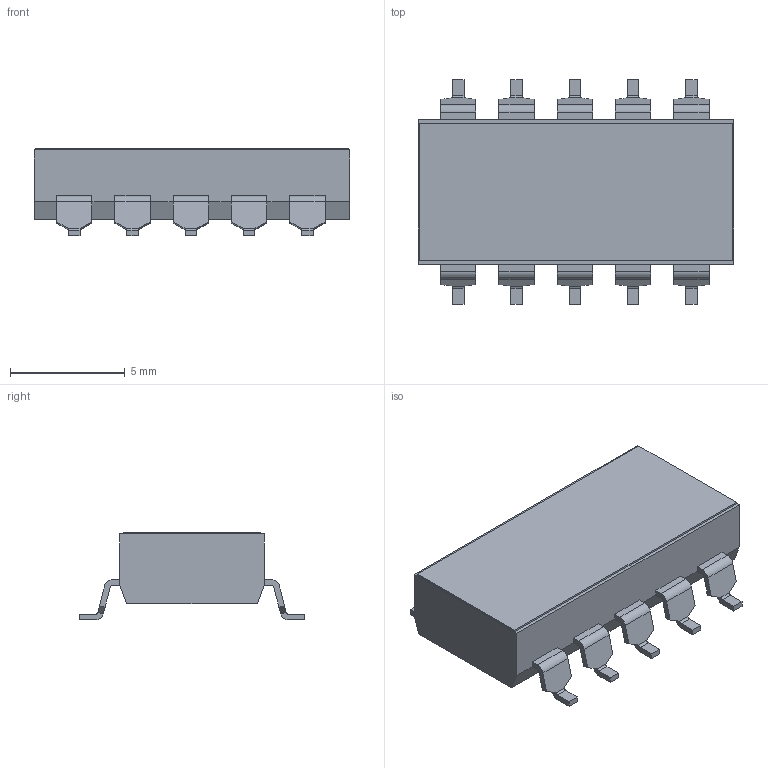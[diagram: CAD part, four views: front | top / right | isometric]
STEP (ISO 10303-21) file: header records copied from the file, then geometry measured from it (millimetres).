
FILE_DESCRIPTION((' '),'2;1');
FILE_NAME('KAE05TGGx.stp','2017-07-28T14:06:22',(' '),(' '),' ','ACIS',' ');
FILE_SCHEMA(('CONFIG_CONTROL_DESIGN'));
Length unit declared in the file: inch
Products named in the file (1): KAE05TGGx.stp
Bounding box: 13.74 x 9.8 x 3.83 mm (x, y, z)
Volume: 272.9 mm3; surface area: 400.2 mm2
Topology: 1 solids, 6 shells, 258 faces, 680 edges, 430 vertices
Faces by surface type: plane 218, cylinder 40
Entity records: 7903 total; most frequent: CARTESIAN_POINT 1369, ORIENTED_EDGE 1360, DIRECTION 1278, EDGE_CURVE 680, VECTOR 600, LINE 600, VERTEX_POINT 430, AXIS2_PLACEMENT_3D 339
